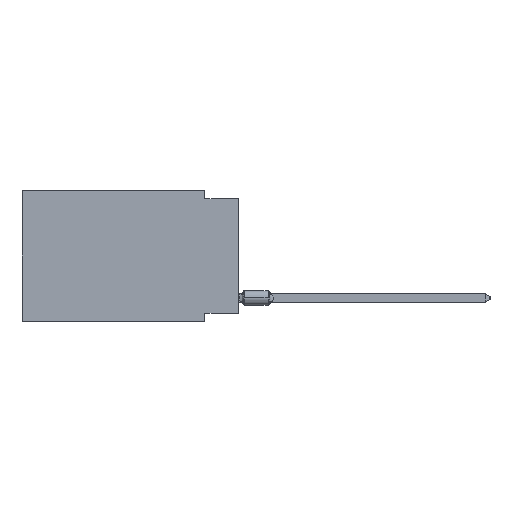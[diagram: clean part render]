
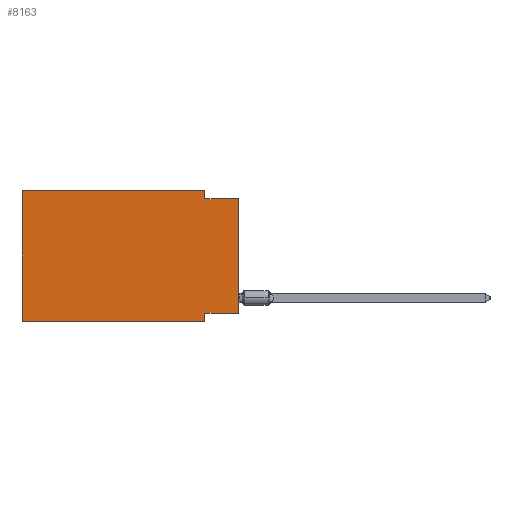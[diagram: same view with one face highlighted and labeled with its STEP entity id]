
A CAD part, left-side view. The second image highlights one B-rep face of the part: STEP entity #8163.
In plain terms, the highlighted planar face has unit normal (-1, 0, 0).
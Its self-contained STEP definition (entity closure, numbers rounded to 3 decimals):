
#105 = VECTOR ( 'NONE', #14307, 1000. ) ;
#1469 = FACE_OUTER_BOUND ( 'NONE', #34115, .T. ) ;
#1754 = VECTOR ( 'NONE', #35684, 1000. ) ;
#2918 = VECTOR ( 'NONE', #9554, 1000. ) ;
#2931 = CARTESIAN_POINT ( 'NONE',  ( 0., 16.383, -9.906 ) ) ;
#5071 = DIRECTION ( 'NONE',  ( 0., 0., -1. ) ) ;
#5317 = ORIENTED_EDGE ( 'NONE', *, *, #23842, .F. ) ;
#5518 = EDGE_CURVE ( 'NONE', #35495, #15213, #46140, .T. ) ;
#5902 = ORIENTED_EDGE ( 'NONE', *, *, #45566, .F. ) ;
#6380 = ORIENTED_EDGE ( 'NONE', *, *, #17443, .F. ) ;
#8163 = ADVANCED_FACE ( 'NONE', ( #1469 ), #15082, .F. ) ;
#8236 = LINE ( 'NONE', #37240, #46532 ) ;
#8733 = DIRECTION ( 'NONE',  ( 0., 0., 1. ) ) ;
#8999 = VERTEX_POINT ( 'NONE', #2931 ) ;
#9233 = VERTEX_POINT ( 'NONE', #26008 ) ;
#9554 = DIRECTION ( 'NONE',  ( 0., 1., 0. ) ) ;
#9705 = VERTEX_POINT ( 'NONE', #40673 ) ;
#10333 = CARTESIAN_POINT ( 'NONE',  ( 0., 0., -9.271 ) ) ;
#10513 = EDGE_CURVE ( 'NONE', #9233, #36267, #8236, .T. ) ;
#12209 = AXIS2_PLACEMENT_3D ( 'NONE', #43834, #30290, #26707 ) ;
#13860 = LINE ( 'NONE', #25727, #26337 ) ;
#14307 = DIRECTION ( 'NONE',  ( 0., 0., 1. ) ) ;
#15082 = PLANE ( 'NONE',  #12209 ) ;
#15213 = VERTEX_POINT ( 'NONE', #20185 ) ;
#15350 = ORIENTED_EDGE ( 'NONE', *, *, #10513, .F. ) ;
#15374 = VERTEX_POINT ( 'NONE', #21208 ) ;
#16021 = LINE ( 'NONE', #32752, #18043 ) ;
#16490 = EDGE_CURVE ( 'NONE', #8999, #25752, #13860, .T. ) ;
#16617 = ORIENTED_EDGE ( 'NONE', *, *, #29644, .F. ) ;
#16916 = CARTESIAN_POINT ( 'NONE',  ( 0., 0., -9.271 ) ) ;
#17443 = EDGE_CURVE ( 'NONE', #15213, #25752, #16021, .T. ) ;
#18043 = VECTOR ( 'NONE', #5071, 1000. ) ;
#18731 = CARTESIAN_POINT ( 'NONE',  ( 0., 0., 0. ) ) ;
#18843 = VECTOR ( 'NONE', #32134, 1000. ) ;
#20024 = LINE ( 'NONE', #21179, #18843 ) ;
#20185 = CARTESIAN_POINT ( 'NONE',  ( 0., 2.54, -9.271 ) ) ;
#21179 = CARTESIAN_POINT ( 'NONE',  ( 0., 2.54, 0. ) ) ;
#21208 = CARTESIAN_POINT ( 'NONE',  ( 0., 0., -0.635 ) ) ;
#23842 = EDGE_CURVE ( 'NONE', #9705, #15374, #24501, .T. ) ;
#24501 = LINE ( 'NONE', #35231, #1754 ) ;
#24522 = EDGE_CURVE ( 'NONE', #35495, #15374, #30379, .T. ) ;
#25199 = ORIENTED_EDGE ( 'NONE', *, *, #5518, .F. ) ;
#25526 = CARTESIAN_POINT ( 'NONE',  ( 0., 2.54, 0. ) ) ;
#25727 = CARTESIAN_POINT ( 'NONE',  ( 0., 16.383, -9.906 ) ) ;
#25752 = VERTEX_POINT ( 'NONE', #45411 ) ;
#26008 = CARTESIAN_POINT ( 'NONE',  ( 0., 16.383, 0. ) ) ;
#26337 = VECTOR ( 'NONE', #36659, 1000. ) ;
#26397 = ORIENTED_EDGE ( 'NONE', *, *, #24522, .T. ) ;
#26707 = DIRECTION ( 'NONE',  ( 0., 0., -1. ) ) ;
#29644 = EDGE_CURVE ( 'NONE', #8999, #9233, #39727, .T. ) ;
#30290 = DIRECTION ( 'NONE',  ( 1., 0., 0. ) ) ;
#30379 = LINE ( 'NONE', #18731, #42045 ) ;
#32134 = DIRECTION ( 'NONE',  ( 0., 0., -1. ) ) ;
#32752 = CARTESIAN_POINT ( 'NONE',  ( 0., 2.54, -9.906 ) ) ;
#33691 = DIRECTION ( 'NONE',  ( 0., -1., 0. ) ) ;
#34115 = EDGE_LOOP ( 'NONE', ( #26397, #5317, #5902, #15350, #16617, #43089, #6380, #25199 ) ) ;
#35231 = CARTESIAN_POINT ( 'NONE',  ( 0., 0., -0.635 ) ) ;
#35495 = VERTEX_POINT ( 'NONE', #10333 ) ;
#35684 = DIRECTION ( 'NONE',  ( 0., -1., 0. ) ) ;
#36267 = VERTEX_POINT ( 'NONE', #25526 ) ;
#36659 = DIRECTION ( 'NONE',  ( 0., -1., 0. ) ) ;
#37240 = CARTESIAN_POINT ( 'NONE',  ( 0., 16.383, 0. ) ) ;
#39486 = CARTESIAN_POINT ( 'NONE',  ( 0., 16.383, 0. ) ) ;
#39727 = LINE ( 'NONE', #39486, #105 ) ;
#40673 = CARTESIAN_POINT ( 'NONE',  ( 0., 2.54, -0.635 ) ) ;
#42045 = VECTOR ( 'NONE', #8733, 1000. ) ;
#43089 = ORIENTED_EDGE ( 'NONE', *, *, #16490, .T. ) ;
#43834 = CARTESIAN_POINT ( 'NONE',  ( 0., 16.383, 0. ) ) ;
#45411 = CARTESIAN_POINT ( 'NONE',  ( 0., 2.54, -9.906 ) ) ;
#45566 = EDGE_CURVE ( 'NONE', #36267, #9705, #20024, .T. ) ;
#46140 = LINE ( 'NONE', #16916, #2918 ) ;
#46532 = VECTOR ( 'NONE', #33691, 1000. ) ;
